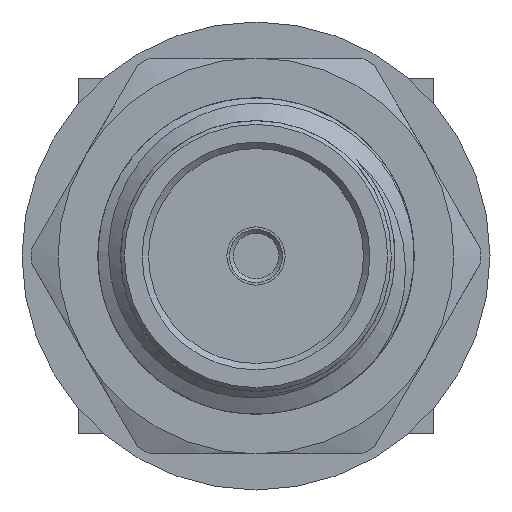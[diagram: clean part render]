
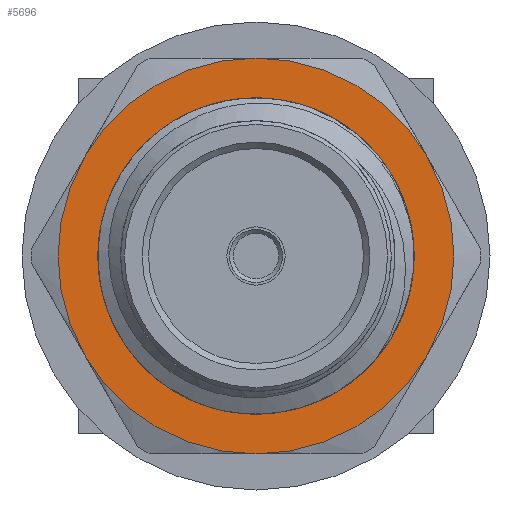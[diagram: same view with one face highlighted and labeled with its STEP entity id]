
A CAD part, left-side view. The second image highlights one B-rep face of the part: STEP entity #5696.
In plain terms, the highlighted planar face has unit normal (-1, 0, 0).
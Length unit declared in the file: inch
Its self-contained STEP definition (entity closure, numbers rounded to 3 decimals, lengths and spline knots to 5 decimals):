
#1 = CIRCLE ( 'NONE', #8898, 0.1565 ) ;
#58 = DIRECTION ( 'NONE',  ( 1., 0., 0. ) ) ;
#64 = VERTEX_POINT ( 'NONE', #10190 ) ;
#123 = FACE_OUTER_BOUND ( 'NONE', #2249, .T. ) ;
#266 = CARTESIAN_POINT ( 'NONE',  ( 0.28209, 0.13553, 0.07825 ) ) ;
#384 = VERTEX_POINT ( 'NONE', #2280 ) ;
#681 = EDGE_CURVE ( 'NONE', #64, #2133, #10605, .T. ) ;
#847 = DIRECTION ( 'NONE',  ( 0., -0.5, 0.866 ) ) ;
#848 = EDGE_CURVE ( 'NONE', #6524, #10315, #5920, .T. ) ;
#1131 = CARTESIAN_POINT ( 'NONE',  ( 0.28209, 0., 0. ) ) ;
#1209 = AXIS2_PLACEMENT_3D ( 'NONE', #1131, #5127, #7797 ) ;
#1353 = CARTESIAN_POINT ( 'NONE',  ( 0.28209, -0.13553, -0.07825 ) ) ;
#1377 = CARTESIAN_POINT ( 'NONE',  ( 0.28209, 0.12274, -0.02259 ) ) ;
#1545 = DIRECTION ( 'NONE',  ( 0., -0.5, 0.866 ) ) ;
#1624 = DIRECTION ( 'NONE',  ( -1., 0., 0. ) ) ;
#1643 = DIRECTION ( 'NONE',  ( 0., -0.5, 0.866 ) ) ;
#1812 = EDGE_CURVE ( 'NONE', #5599, #8119, #1, .T. ) ;
#2036 = ORIENTED_EDGE ( 'NONE', *, *, #848, .T. ) ;
#2133 = VERTEX_POINT ( 'NONE', #1353 ) ;
#2249 = EDGE_LOOP ( 'NONE', ( #5488, #9534, #9706, #6785, #4221, #9247 ) ) ;
#2277 = CARTESIAN_POINT ( 'NONE',  ( 0.28209, -0.13553, 0.07825 ) ) ;
#2280 = CARTESIAN_POINT ( 'NONE',  ( 0.28209, 0.13553, -0.07825 ) ) ;
#2331 = AXIS2_PLACEMENT_3D ( 'NONE', #6791, #10040, #5153 ) ;
#2561 = CARTESIAN_POINT ( 'NONE',  ( 0.28209, 0., 0. ) ) ;
#2767 = EDGE_CURVE ( 'NONE', #5599, #2133, #7607, .T. ) ;
#3110 = EDGE_CURVE ( 'NONE', #384, #64, #10179, .T. ) ;
#3545 = VERTEX_POINT ( 'NONE', #9337 ) ;
#3608 = CARTESIAN_POINT ( 'NONE',  ( 0.28209, 0., 0. ) ) ;
#3732 = ORIENTED_EDGE ( 'NONE', *, *, #7714, .T. ) ;
#3786 = CARTESIAN_POINT ( 'NONE',  ( 0.28209, 0., 0.1565 ) ) ;
#3993 = CARTESIAN_POINT ( 'NONE',  ( 0.28209, 0.12034, 0.02147 ) ) ;
#4043 = CARTESIAN_POINT ( 'NONE',  ( 0.28209, 0.12244, 0.01064 ) ) ;
#4146 = CARTESIAN_POINT ( 'NONE',  ( 0.28209, 0., 0. ) ) ;
#4221 = ORIENTED_EDGE ( 'NONE', *, *, #681, .T. ) ;
#4313 = DIRECTION ( 'NONE',  ( 0., 0.5, -0.866 ) ) ;
#4397 = EDGE_CURVE ( 'NONE', #10315, #4415, #4613, .T. ) ;
#4415 = VERTEX_POINT ( 'NONE', #7334 ) ;
#4487 = ORIENTED_EDGE ( 'NONE', *, *, #10330, .T. ) ;
#4499 = DIRECTION ( 'NONE',  ( -1., 0., 0. ) ) ;
#4613 = B_SPLINE_CURVE_WITH_KNOTS ( 'NONE', 3,
 ( #10464, #1377, #7283, #4043, #3993, #10525 ),
 .UNSPECIFIED., .F., .F.,
 ( 4, 2, 4 ),
 ( 0., 0.5, 1. ),
 .UNSPECIFIED. ) ;
#4639 = EDGE_CURVE ( 'NONE', #4944, #384, #10686, .T. ) ;
#4801 = CARTESIAN_POINT ( 'NONE',  ( 0.28209, 0., 0. ) ) ;
#4856 = ORIENTED_EDGE ( 'NONE', *, *, #4397, .T. ) ;
#4859 = CARTESIAN_POINT ( 'NONE',  ( 0.28209, 0.02173, -0.12095 ) ) ;
#4944 = VERTEX_POINT ( 'NONE', #266 ) ;
#5127 = DIRECTION ( 'NONE',  ( 1., 0., 0. ) ) ;
#5153 = DIRECTION ( 'NONE',  ( 0., 1., 0. ) ) ;
#5333 = DIRECTION ( 'NONE',  ( 0., -0.5, 0.866 ) ) ;
#5488 = ORIENTED_EDGE ( 'NONE', *, *, #1812, .T. ) ;
#5599 = VERTEX_POINT ( 'NONE', #2277 ) ;
#5641 = DIRECTION ( 'NONE',  ( -1., 0., 0. ) ) ;
#5696 = ADVANCED_FACE ( 'NONE', ( #7506, #123 ), #6745, .F. ) ;
#5906 = DIRECTION ( 'NONE',  ( -1., 0., 0. ) ) ;
#5920 = CIRCLE ( 'NONE', #1209, 0.125 ) ;
#5953 = AXIS2_PLACEMENT_3D ( 'NONE', #3608, #9485, #4313 ) ;
#6169 = CIRCLE ( 'NONE', #9821, 0.1565 ) ;
#6433 = CARTESIAN_POINT ( 'NONE',  ( 0.28209, 0.0625, -0.10825 ) ) ;
#6460 = EDGE_CURVE ( 'NONE', #8119, #4944, #6169, .T. ) ;
#6524 = VERTEX_POINT ( 'NONE', #7094 ) ;
#6646 = CARTESIAN_POINT ( 'NONE',  ( 0.28209, 0.01111, -0.12169 ) ) ;
#6715 = DIRECTION ( 'NONE',  ( 0., -0.5, 0.866 ) ) ;
#6745 = PLANE ( 'NONE',  #2331 ) ;
#6785 = ORIENTED_EDGE ( 'NONE', *, *, #3110, .T. ) ;
#6791 = CARTESIAN_POINT ( 'NONE',  ( 0.28209, 0., 0. ) ) ;
#6914 = B_SPLINE_CURVE_WITH_KNOTS ( 'NONE', 3,
 ( #8350, #6646, #4859, #8194, #10714, #6433 ),
 .UNSPECIFIED., .F., .F.,
 ( 4, 2, 4 ),
 ( 0., 0.5, 1. ),
 .UNSPECIFIED. ) ;
#7019 = CARTESIAN_POINT ( 'NONE',  ( 0.28209, 0., 0. ) ) ;
#7094 = CARTESIAN_POINT ( 'NONE',  ( 0.28209, 0.0625, -0.10825 ) ) ;
#7283 = CARTESIAN_POINT ( 'NONE',  ( 0.28209, 0.12361, -0.01163 ) ) ;
#7334 = CARTESIAN_POINT ( 'NONE',  ( 0.28209, 0.11671, 0.032 ) ) ;
#7474 = CARTESIAN_POINT ( 'NONE',  ( 0.28209, 0., 0. ) ) ;
#7506 = FACE_BOUND ( 'NONE', #7963, .T. ) ;
#7607 = CIRCLE ( 'NONE', #8485, 0.1565 ) ;
#7714 = EDGE_CURVE ( 'NONE', #3545, #6524, #6914, .T. ) ;
#7797 = DIRECTION ( 'NONE',  ( 0., -0.5, 0.866 ) ) ;
#7963 = EDGE_LOOP ( 'NONE', ( #2036, #4856, #4487, #3732 ) ) ;
#8119 = VERTEX_POINT ( 'NONE', #3786 ) ;
#8147 = AXIS2_PLACEMENT_3D ( 'NONE', #4801, #9043, #847 ) ;
#8194 = CARTESIAN_POINT ( 'NONE',  ( 0.28209, 0.04281, -0.11663 ) ) ;
#8211 = DIRECTION ( 'NONE',  ( 0., -0.5, 0.866 ) ) ;
#8350 = CARTESIAN_POINT ( 'NONE',  ( 0.28209, 0.00039, -0.12102 ) ) ;
#8485 = AXIS2_PLACEMENT_3D ( 'NONE', #4146, #58, #1545 ) ;
#8639 = CARTESIAN_POINT ( 'NONE',  ( 0.28209, 0.12044, -0.03345 ) ) ;
#8898 = AXIS2_PLACEMENT_3D ( 'NONE', #7019, #4499, #5333 ) ;
#9043 = DIRECTION ( 'NONE',  ( -1., 0., 0. ) ) ;
#9132 = AXIS2_PLACEMENT_3D ( 'NONE', #2561, #5906, #1643 ) ;
#9247 = ORIENTED_EDGE ( 'NONE', *, *, #2767, .F. ) ;
#9337 = CARTESIAN_POINT ( 'NONE',  ( 0.28209, 0.00039, -0.12102 ) ) ;
#9485 = DIRECTION ( 'NONE',  ( 1., 0., 0. ) ) ;
#9534 = ORIENTED_EDGE ( 'NONE', *, *, #6460, .T. ) ;
#9706 = ORIENTED_EDGE ( 'NONE', *, *, #4639, .T. ) ;
#9744 = AXIS2_PLACEMENT_3D ( 'NONE', #7474, #1624, #6715 ) ;
#9821 = AXIS2_PLACEMENT_3D ( 'NONE', #9969, #5641, #8211 ) ;
#9950 = CIRCLE ( 'NONE', #5953, 0.12102 ) ;
#9969 = CARTESIAN_POINT ( 'NONE',  ( 0.28209, 0., 0. ) ) ;
#10040 = DIRECTION ( 'NONE',  ( 1., 0., 0. ) ) ;
#10179 = CIRCLE ( 'NONE', #8147, 0.1565 ) ;
#10190 = CARTESIAN_POINT ( 'NONE',  ( 0.28209, 0., -0.1565 ) ) ;
#10315 = VERTEX_POINT ( 'NONE', #8639 ) ;
#10330 = EDGE_CURVE ( 'NONE', #4415, #3545, #9950, .T. ) ;
#10464 = CARTESIAN_POINT ( 'NONE',  ( 0.28209, 0.12044, -0.03345 ) ) ;
#10525 = CARTESIAN_POINT ( 'NONE',  ( 0.28209, 0.11671, 0.032 ) ) ;
#10605 = CIRCLE ( 'NONE', #9744, 0.1565 ) ;
#10686 = CIRCLE ( 'NONE', #9132, 0.1565 ) ;
#10714 = CARTESIAN_POINT ( 'NONE',  ( 0.28209, 0.05288, -0.11312 ) ) ;
